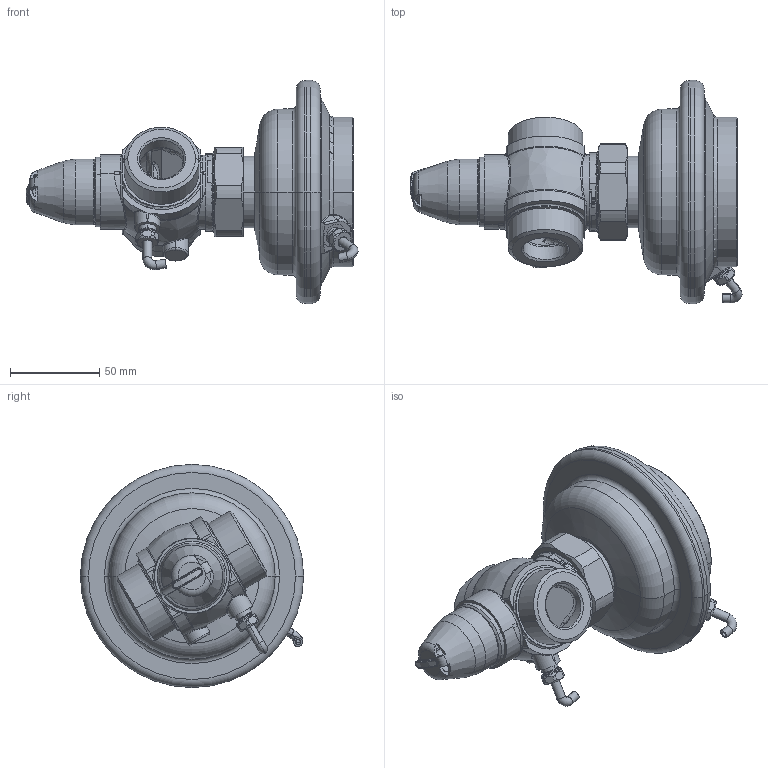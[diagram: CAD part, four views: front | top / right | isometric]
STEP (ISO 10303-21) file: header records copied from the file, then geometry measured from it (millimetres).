
FILE_DESCRIPTION((''),'2;1');
FILE_NAME('003H6726','2015-03-06T',('u317927'),('Danfoss'),'PRO/ENGINEER BY PARAMETRIC TECHNOLOGY CORPORATION, 2014000','PRO/ENGINEER BY PARAMETRIC TECHNOLOGY CORPORATION, 2014000','');
FILE_SCHEMA(('CONFIG_CONTROL_DESIGN'));
Products named in the file (1): 003H6726
Bounding box: 186.23 x 125.18 x 125.18 mm (x, y, z)
Volume: 296290.2 mm3; surface area: 132048.6 mm2
Topology: 3 solids, 3 shells, 905 faces, 2156 edges, 1303 vertices
Faces by surface type: cylinder 258, plane 237, cone 152, bspline 128, torus 115, sphere 15
Entity records: 40490 total; most frequent: CARTESIAN_POINT 20428, ORIENTED_EDGE 4296, DIRECTION 4090, EDGE_CURVE 2148, AXIS2_PLACEMENT_3D 1710, VERTEX_POINT 1303, EDGE_LOOP 979, CIRCLE 933
